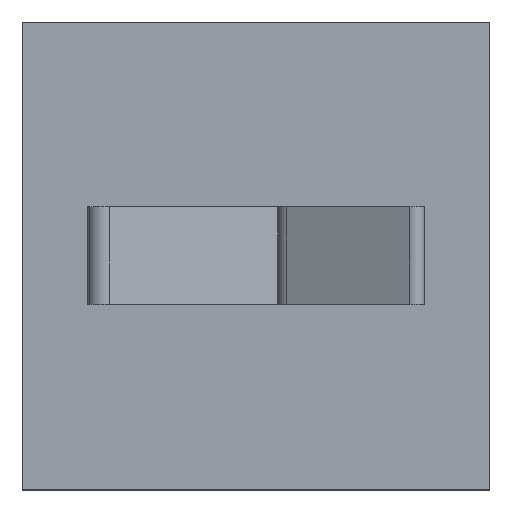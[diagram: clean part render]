
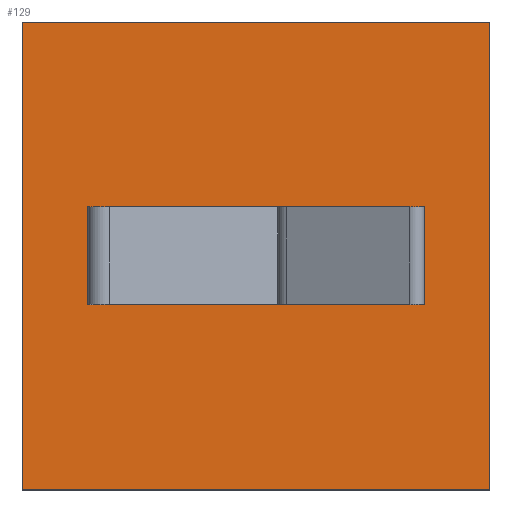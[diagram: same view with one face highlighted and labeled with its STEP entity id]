
A CAD part, top view. The second image highlights one B-rep face of the part: STEP entity #129.
In plain terms, the highlighted planar face has unit normal (0, 0, 1).
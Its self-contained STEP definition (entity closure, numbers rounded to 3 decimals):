
#129 = ADVANCED_FACE( '', ( #246, #247, #248 ), #249, .F. );
#246 = FACE_OUTER_BOUND( '', #370, .T. );
#247 = FACE_BOUND( '', #371, .T. );
#248 = FACE_BOUND( '', #372, .T. );
#249 = PLANE( '', #373 );
#370 = EDGE_LOOP( '', ( #506, #507, #508, #509 ) );
#371 = EDGE_LOOP( '', ( #510, #511, #512, #513 ) );
#372 = EDGE_LOOP( '', ( #514, #515, #516, #517 ) );
#373 = AXIS2_PLACEMENT_3D( '', #518, #519, #520 );
#506 = ORIENTED_EDGE( '', *, *, #806, .F. );
#507 = ORIENTED_EDGE( '', *, *, #807, .F. );
#508 = ORIENTED_EDGE( '', *, *, #808, .F. );
#509 = ORIENTED_EDGE( '', *, *, #803, .F. );
#510 = ORIENTED_EDGE( '', *, *, #809, .F. );
#511 = ORIENTED_EDGE( '', *, *, #810, .F. );
#512 = ORIENTED_EDGE( '', *, *, #811, .T. );
#513 = ORIENTED_EDGE( '', *, *, #788, .T. );
#514 = ORIENTED_EDGE( '', *, *, #812, .T. );
#515 = ORIENTED_EDGE( '', *, *, #813, .T. );
#516 = ORIENTED_EDGE( '', *, *, #814, .F. );
#517 = ORIENTED_EDGE( '', *, *, #815, .F. );
#518 = CARTESIAN_POINT( '', ( 0., 0., 1.4 ) );
#519 = DIRECTION( '', ( 0., 0., -1. ) );
#520 = DIRECTION( '', ( -1., 0., 0. ) );
#788 = EDGE_CURVE( '', #912, #913, #914, .T. );
#803 = EDGE_CURVE( '', #938, #940, #941, .T. );
#806 = EDGE_CURVE( '', #944, #938, #945, .T. );
#807 = EDGE_CURVE( '', #946, #944, #947, .T. );
#808 = EDGE_CURVE( '', #940, #946, #948, .T. );
#809 = EDGE_CURVE( '', #949, #913, #950, .T. );
#810 = EDGE_CURVE( '', #951, #949, #952, .T. );
#811 = EDGE_CURVE( '', #951, #912, #953, .T. );
#812 = EDGE_CURVE( '', #954, #955, #956, .T. );
#813 = EDGE_CURVE( '', #955, #957, #958, .T. );
#814 = EDGE_CURVE( '', #959, #957, #960, .T. );
#815 = EDGE_CURVE( '', #954, #959, #961, .T. );
#912 = VERTEX_POINT( '', #1092 );
#913 = VERTEX_POINT( '', #1093 );
#914 = LINE( '', #1094, #1095 );
#938 = VERTEX_POINT( '', #1127 );
#940 = VERTEX_POINT( '', #1130 );
#941 = LINE( '', #1131, #1132 );
#944 = VERTEX_POINT( '', #1136 );
#945 = LINE( '', #1137, #1138 );
#946 = VERTEX_POINT( '', #1139 );
#947 = LINE( '', #1140, #1141 );
#948 = LINE( '', #1142, #1143 );
#949 = VERTEX_POINT( '', #1144 );
#950 = LINE( '', #1145, #1146 );
#951 = VERTEX_POINT( '', #1147 );
#952 = LINE( '', #1148, #1149 );
#953 = LINE( '', #1150, #1151 );
#954 = VERTEX_POINT( '', #1152 );
#955 = VERTEX_POINT( '', #1153 );
#956 = LINE( '', #1154, #1155 );
#957 = VERTEX_POINT( '', #1156 );
#958 = LINE( '', #1157, #1158 );
#959 = VERTEX_POINT( '', #1159 );
#960 = LINE( '', #1160, #1161 );
#961 = LINE( '', #1162, #1163 );
#1092 = CARTESIAN_POINT( '', ( 2.25, 1., 1.4 ) );
#1093 = CARTESIAN_POINT( '', ( 3.45, 1., 1.4 ) );
#1094 = CARTESIAN_POINT( '', ( 2.25, 1., 1.4 ) );
#1095 = VECTOR( '', #1330, 1000. );
#1127 = CARTESIAN_POINT( '', ( 4.8, -4.8, 1.4 ) );
#1130 = CARTESIAN_POINT( '', ( -4.8, -4.8, 1.4 ) );
#1131 = CARTESIAN_POINT( '', ( 4.8, -4.8, 1.4 ) );
#1132 = VECTOR( '', #1349, 1000. );
#1136 = CARTESIAN_POINT( '', ( 4.8, 4.8, 1.4 ) );
#1137 = CARTESIAN_POINT( '', ( 4.8, 4.8, 1.4 ) );
#1138 = VECTOR( '', #1351, 1000. );
#1139 = CARTESIAN_POINT( '', ( -4.8, 4.8, 1.4 ) );
#1140 = CARTESIAN_POINT( '', ( -4.8, 4.8, 1.4 ) );
#1141 = VECTOR( '', #1352, 1000. );
#1142 = CARTESIAN_POINT( '', ( -4.8, -4.8, 1.4 ) );
#1143 = VECTOR( '', #1353, 1000. );
#1144 = CARTESIAN_POINT( '', ( 3.45, -1., 1.4 ) );
#1145 = CARTESIAN_POINT( '', ( 3.45, -1., 1.4 ) );
#1146 = VECTOR( '', #1354, 1000. );
#1147 = CARTESIAN_POINT( '', ( 2.25, -1., 1.4 ) );
#1148 = CARTESIAN_POINT( '', ( 2.25, -1., 1.4 ) );
#1149 = VECTOR( '', #1355, 1000. );
#1150 = CARTESIAN_POINT( '', ( 2.25, -1., 1.4 ) );
#1151 = VECTOR( '', #1356, 1000. );
#1152 = CARTESIAN_POINT( '', ( -2.25, -1., 1.4 ) );
#1153 = CARTESIAN_POINT( '', ( -3.45, -1., 1.4 ) );
#1154 = CARTESIAN_POINT( '', ( -2.25, -1., 1.4 ) );
#1155 = VECTOR( '', #1357, 1000. );
#1156 = CARTESIAN_POINT( '', ( -3.45, 1., 1.4 ) );
#1157 = CARTESIAN_POINT( '', ( -3.45, -1., 1.4 ) );
#1158 = VECTOR( '', #1358, 1000. );
#1159 = CARTESIAN_POINT( '', ( -2.25, 1., 1.4 ) );
#1160 = CARTESIAN_POINT( '', ( -2.25, 1., 1.4 ) );
#1161 = VECTOR( '', #1359, 1000. );
#1162 = CARTESIAN_POINT( '', ( -2.25, -1., 1.4 ) );
#1163 = VECTOR( '', #1360, 1000. );
#1330 = DIRECTION( '', ( 1., 0., 0. ) );
#1349 = DIRECTION( '', ( -1., 0., 0. ) );
#1351 = DIRECTION( '', ( 0., -1., 0. ) );
#1352 = DIRECTION( '', ( 1., 0., 0. ) );
#1353 = DIRECTION( '', ( 0., 1., 0. ) );
#1354 = DIRECTION( '', ( 0., 1., 0. ) );
#1355 = DIRECTION( '', ( 1., 0., 0. ) );
#1356 = DIRECTION( '', ( 0., 1., 0. ) );
#1357 = DIRECTION( '', ( -1., 0., 0. ) );
#1358 = DIRECTION( '', ( 0., 1., 0. ) );
#1359 = DIRECTION( '', ( -1., 0., 0. ) );
#1360 = DIRECTION( '', ( 0., 1., 0. ) );
